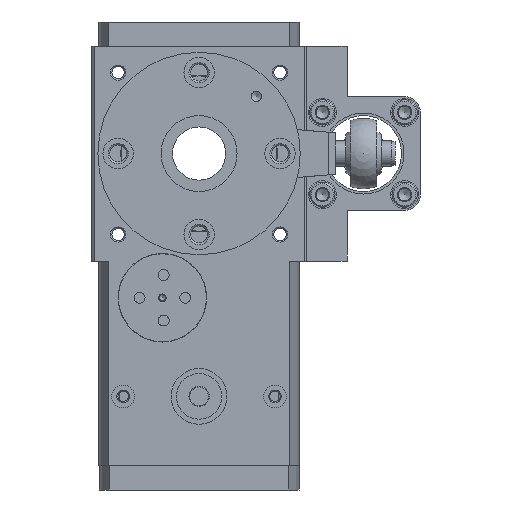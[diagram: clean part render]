
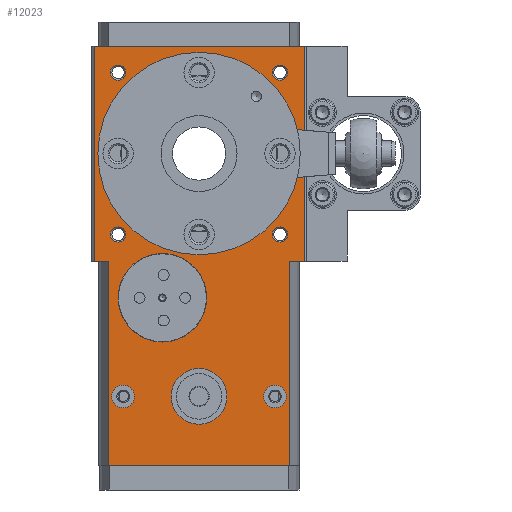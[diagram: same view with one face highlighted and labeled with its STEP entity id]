
A CAD part, front view. The second image highlights one B-rep face of the part: STEP entity #12023.
In plain terms, the highlighted face is planar.
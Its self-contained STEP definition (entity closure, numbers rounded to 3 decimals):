
#529=LINE('',#20036,#1144);
#547=LINE('',#20306,#1162);
#548=LINE('',#20309,#1163);
#549=LINE('',#20311,#1164);
#550=LINE('',#20312,#1165);
#551=LINE('',#20314,#1166);
#552=LINE('',#20316,#1167);
#553=LINE('',#20318,#1168);
#1144=VECTOR('',#15941,1000.);
#1162=VECTOR('',#16205,1000.);
#1163=VECTOR('',#16206,1000.);
#1164=VECTOR('',#16207,1000.);
#1165=VECTOR('',#16208,1000.);
#1166=VECTOR('',#16209,1000.);
#1167=VECTOR('',#16210,1000.);
#1168=VECTOR('',#16211,1000.);
#1720=PLANE('',#14301);
#2364=ORIENTED_EDGE('',*,*,#5274,.T.);
#2365=ORIENTED_EDGE('',*,*,#5275,.T.);
#2366=ORIENTED_EDGE('',*,*,#5276,.F.);
#2367=ORIENTED_EDGE('',*,*,#5277,.T.);
#2368=ORIENTED_EDGE('',*,*,#5278,.T.);
#2369=ORIENTED_EDGE('',*,*,#5170,.T.);
#2370=ORIENTED_EDGE('',*,*,#5279,.F.);
#2371=ORIENTED_EDGE('',*,*,#5280,.T.);
#2372=ORIENTED_EDGE('',*,*,#5281,.T.);
#2373=ORIENTED_EDGE('',*,*,#5282,.T.);
#2374=ORIENTED_EDGE('',*,*,#5283,.T.);
#2375=ORIENTED_EDGE('',*,*,#5284,.T.);
#2376=ORIENTED_EDGE('',*,*,#5285,.T.);
#2377=ORIENTED_EDGE('',*,*,#5286,.T.);
#2378=ORIENTED_EDGE('',*,*,#5287,.T.);
#2379=ORIENTED_EDGE('',*,*,#5288,.T.);
#2380=ORIENTED_EDGE('',*,*,#5289,.T.);
#5170=EDGE_CURVE('',#6633,#6632,#529,.T.);
#5274=EDGE_CURVE('',#6728,#6728,#7856,.T.);
#5275=EDGE_CURVE('',#6729,#6729,#7857,.T.);
#5276=EDGE_CURVE('',#6730,#6731,#547,.T.);
#5277=EDGE_CURVE('',#6730,#6732,#548,.T.);
#5278=EDGE_CURVE('',#6732,#6633,#549,.T.);
#5279=EDGE_CURVE('',#6733,#6632,#550,.T.);
#5280=EDGE_CURVE('',#6733,#6734,#551,.T.);
#5281=EDGE_CURVE('',#6734,#6735,#552,.T.);
#5282=EDGE_CURVE('',#6735,#6731,#553,.T.);
#5283=EDGE_CURVE('',#6736,#6736,#7858,.T.);
#5284=EDGE_CURVE('',#6737,#6737,#7859,.T.);
#5285=EDGE_CURVE('',#6738,#6738,#7860,.T.);
#5286=EDGE_CURVE('',#6739,#6739,#7861,.T.);
#5287=EDGE_CURVE('',#6740,#6740,#7862,.T.);
#5288=EDGE_CURVE('',#6741,#6741,#7863,.T.);
#5289=EDGE_CURVE('',#6742,#6742,#7864,.F.);
#6632=VERTEX_POINT('',#20035);
#6633=VERTEX_POINT('',#20037);
#6728=VERTEX_POINT('',#20303);
#6729=VERTEX_POINT('',#20305);
#6730=VERTEX_POINT('',#20307);
#6731=VERTEX_POINT('',#20308);
#6732=VERTEX_POINT('',#20310);
#6733=VERTEX_POINT('',#20313);
#6734=VERTEX_POINT('',#20315);
#6735=VERTEX_POINT('',#20317);
#6736=VERTEX_POINT('',#20320);
#6737=VERTEX_POINT('',#20322);
#6738=VERTEX_POINT('',#20324);
#6739=VERTEX_POINT('',#20326);
#6740=VERTEX_POINT('',#20328);
#6741=VERTEX_POINT('',#20330);
#6742=VERTEX_POINT('',#20332);
#7856=CIRCLE('',#14302,11.);
#7857=CIRCLE('',#14303,33.1);
#7858=CIRCLE('',#14304,3.);
#7859=CIRCLE('',#14305,3.);
#7860=CIRCLE('',#14306,3.);
#7861=CIRCLE('',#14307,3.);
#7862=CIRCLE('',#14308,4.5);
#7863=CIRCLE('',#14309,4.5);
#7864=CIRCLE('',#14310,17.5);
#8612=EDGE_LOOP('',(#2364));
#8613=EDGE_LOOP('',(#2365));
#8614=EDGE_LOOP('',(#2366,#2367,#2368,#2369,#2370,#2371,#2372,#2373));
#8615=EDGE_LOOP('',(#2374));
#8616=EDGE_LOOP('',(#2375));
#8617=EDGE_LOOP('',(#2376));
#8618=EDGE_LOOP('',(#2377));
#8619=EDGE_LOOP('',(#2378));
#8620=EDGE_LOOP('',(#2379));
#8621=EDGE_LOOP('',(#2380));
#10182=FACE_BOUND('',#8612,.T.);
#10183=FACE_BOUND('',#8613,.T.);
#10184=FACE_BOUND('',#8614,.T.);
#10185=FACE_BOUND('',#8615,.T.);
#10186=FACE_BOUND('',#8616,.T.);
#10187=FACE_BOUND('',#8617,.T.);
#10188=FACE_BOUND('',#8618,.T.);
#10189=FACE_BOUND('',#8619,.T.);
#10190=FACE_BOUND('',#8620,.T.);
#10191=FACE_BOUND('',#8621,.T.);
#12023=ADVANCED_FACE('',(#10182,#10183,#10184,#10185,#10186,#10187,#10188,
#10189,#10190,#10191),#1720,.T.);
#14301=AXIS2_PLACEMENT_3D('',#20301,#16199,#16200);
#14302=AXIS2_PLACEMENT_3D('',#20302,#16201,#16202);
#14303=AXIS2_PLACEMENT_3D('',#20304,#16203,#16204);
#14304=AXIS2_PLACEMENT_3D('',#20319,#16212,#16213);
#14305=AXIS2_PLACEMENT_3D('',#20321,#16214,#16215);
#14306=AXIS2_PLACEMENT_3D('',#20323,#16216,#16217);
#14307=AXIS2_PLACEMENT_3D('',#20325,#16218,#16219);
#14308=AXIS2_PLACEMENT_3D('',#20327,#16220,#16221);
#14309=AXIS2_PLACEMENT_3D('',#20329,#16222,#16223);
#14310=AXIS2_PLACEMENT_3D('',#20331,#16224,#16225);
#15941=DIRECTION('',(0.,0.,1.));
#16199=DIRECTION('',(0.,1.,0.));
#16200=DIRECTION('',(0.,0.,1.));
#16201=DIRECTION('',(0.,-1.,0.));
#16202=DIRECTION('',(0.,0.,-1.));
#16203=DIRECTION('',(0.,-1.,0.));
#16204=DIRECTION('',(0.,0.,-1.));
#16205=DIRECTION('',(1.,0.,0.));
#16206=DIRECTION('',(0.,0.,-1.));
#16207=DIRECTION('',(-1.,0.,0.));
#16208=DIRECTION('',(-1.,0.,0.));
#16209=DIRECTION('',(0.,0.,-1.));
#16210=DIRECTION('',(1.,0.,0.));
#16211=DIRECTION('',(0.,0.,-1.));
#16212=DIRECTION('',(0.,-1.,0.));
#16213=DIRECTION('',(0.,0.,-1.));
#16214=DIRECTION('',(0.,-1.,0.));
#16215=DIRECTION('',(0.,0.,-1.));
#16216=DIRECTION('',(0.,-1.,0.));
#16217=DIRECTION('',(0.,0.,-1.));
#16218=DIRECTION('',(0.,-1.,0.));
#16219=DIRECTION('',(0.,0.,-1.));
#16220=DIRECTION('',(0.,-1.,0.));
#16221=DIRECTION('',(0.,0.,-1.));
#16222=DIRECTION('',(0.,-1.,0.));
#16223=DIRECTION('',(0.,0.,-1.));
#16224=DIRECTION('',(0.,1.,0.));
#16225=DIRECTION('',(0.,0.,1.));
#20035=CARTESIAN_POINT('',(-42.5,46.,41.5));
#20036=CARTESIAN_POINT('',(-42.5,46.,-42.5));
#20037=CARTESIAN_POINT('',(-42.5,46.,-41.5));
#20301=CARTESIAN_POINT('',(0.,46.,0.));
#20302=CARTESIAN_POINT('',(96.,46.,0.));
#20303=CARTESIAN_POINT('',(96.,46.,-11.));
#20304=CARTESIAN_POINT('',(0.,46.,0.));
#20305=CARTESIAN_POINT('',(0.,46.,-33.1));
#20306=CARTESIAN_POINT('',(42.5,46.,-35.737));
#20307=CARTESIAN_POINT('',(42.5,46.,-35.737));
#20308=CARTESIAN_POINT('',(123.5,46.,-35.737));
#20309=CARTESIAN_POINT('',(42.5,46.,0.));
#20310=CARTESIAN_POINT('',(42.5,46.,-41.5));
#20311=CARTESIAN_POINT('',(42.5,46.,-41.5));
#20312=CARTESIAN_POINT('',(42.5,46.,41.5));
#20313=CARTESIAN_POINT('',(42.5,46.,41.5));
#20314=CARTESIAN_POINT('',(42.5,46.,0.));
#20315=CARTESIAN_POINT('',(42.5,46.,35.737));
#20316=CARTESIAN_POINT('',(42.5,46.,35.737));
#20317=CARTESIAN_POINT('',(123.5,46.,35.737));
#20318=CARTESIAN_POINT('',(123.5,46.,42.5));
#20319=CARTESIAN_POINT('',(32.,46.,-32.));
#20320=CARTESIAN_POINT('',(32.,46.,-35.));
#20321=CARTESIAN_POINT('',(-32.,46.,-32.));
#20322=CARTESIAN_POINT('',(-32.,46.,-35.));
#20323=CARTESIAN_POINT('',(-32.,46.,32.));
#20324=CARTESIAN_POINT('',(-32.,46.,29.));
#20325=CARTESIAN_POINT('',(32.,46.,32.));
#20326=CARTESIAN_POINT('',(32.,46.,29.));
#20327=CARTESIAN_POINT('',(96.,46.,-30.));
#20328=CARTESIAN_POINT('',(96.,46.,-34.5));
#20329=CARTESIAN_POINT('',(96.,46.,30.));
#20330=CARTESIAN_POINT('',(96.,46.,25.5));
#20331=CARTESIAN_POINT('',(57.,46.,14.5));
#20332=CARTESIAN_POINT('',(57.,46.,32.));
